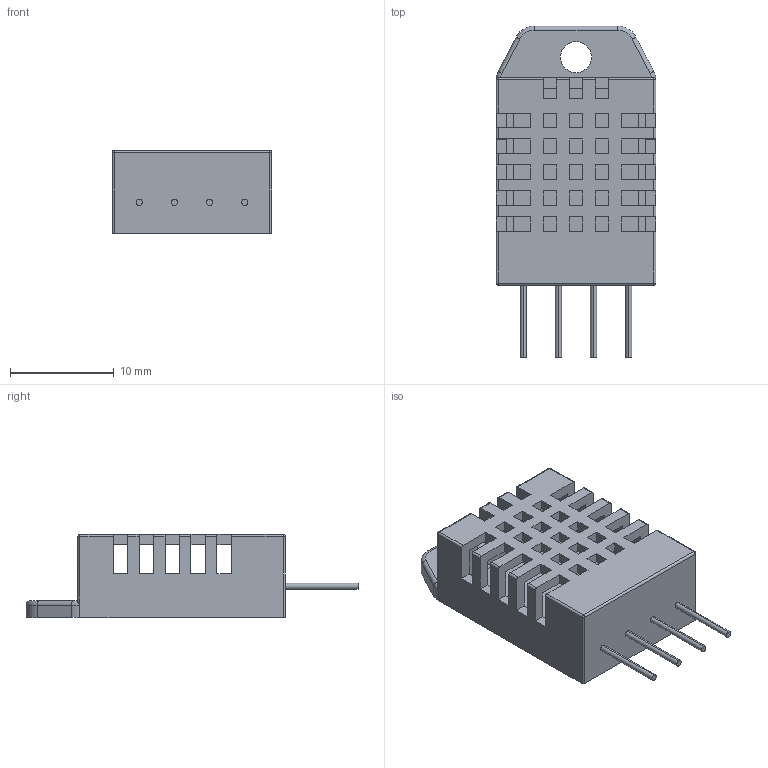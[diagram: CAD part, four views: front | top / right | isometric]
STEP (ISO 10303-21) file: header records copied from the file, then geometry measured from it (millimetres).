
FILE_DESCRIPTION (( 'STEP AP203' ), '1' );
FILE_NAME ('DHT22.STEP', '2024-08-07T00:12:56', ( '' ), ( '' ), 'SwSTEP 2.0', 'SolidWorks 2023', '' );
FILE_SCHEMA (( 'CONFIG_CONTROL_DESIGN' ));
Length unit declared in the file: millimetre
Products named in the file (1): DHT22
Bounding box: 15.4 x 32 x 8 mm (x, y, z)
Volume: 1399 mm3; surface area: 2274.6 mm2
Topology: 1 solids, 1 shells, 183 faces, 584 edges, 380 vertices
Faces by surface type: plane 137, cylinder 38, sphere 4, torus 4
Entity records: 6529 total; most frequent: ORIENTED_EDGE 1160, CARTESIAN_POINT 1160, DIRECTION 1022, EDGE_CURVE 580, VECTOR 498, LINE 498, VERTEX_POINT 380, AXIS2_PLACEMENT_3D 262
